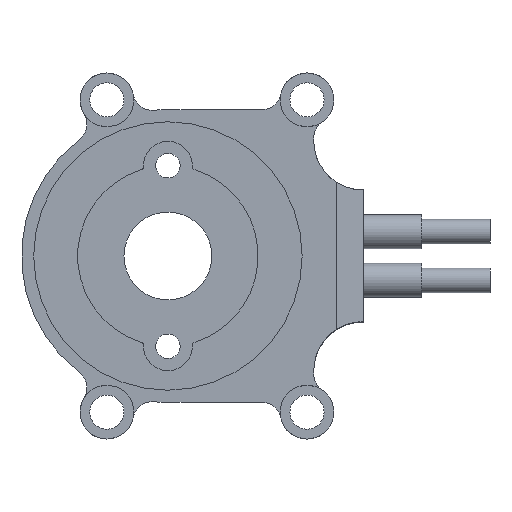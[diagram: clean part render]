
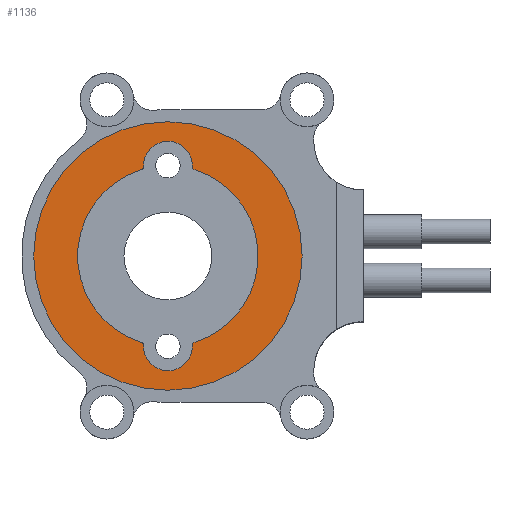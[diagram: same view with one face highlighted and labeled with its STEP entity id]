
A CAD part, front view. The second image highlights one B-rep face of the part: STEP entity #1136.
In plain terms, the highlighted planar face has unit normal (0, -1, 0).
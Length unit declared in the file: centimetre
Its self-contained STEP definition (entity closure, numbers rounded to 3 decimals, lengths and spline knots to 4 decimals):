
#167=CIRCLE('',#1255,2.75);
#168=CIRCLE('',#1256,0.05);
#169=CIRCLE('',#1257,0.5);
#170=CIRCLE('',#1258,0.05);
#171=CIRCLE('',#1259,1.85);
#172=CIRCLE('',#1260,0.05);
#173=CIRCLE('',#1261,0.5);
#174=CIRCLE('',#1262,0.05);
#175=CIRCLE('',#1263,1.85);
#406=VERTEX_POINT('',#1918);
#407=VERTEX_POINT('',#1920);
#408=VERTEX_POINT('',#1921);
#409=VERTEX_POINT('',#1923);
#410=VERTEX_POINT('',#1925);
#411=VERTEX_POINT('',#1927);
#412=VERTEX_POINT('',#1929);
#413=VERTEX_POINT('',#1931);
#414=VERTEX_POINT('',#1933);
#542=EDGE_CURVE('',#406,#406,#167,.T.);
#543=EDGE_CURVE('',#407,#408,#168,.T.);
#544=EDGE_CURVE('',#409,#407,#169,.T.);
#545=EDGE_CURVE('',#410,#409,#170,.T.);
#546=EDGE_CURVE('',#411,#410,#171,.T.);
#547=EDGE_CURVE('',#412,#411,#172,.T.);
#548=EDGE_CURVE('',#413,#412,#173,.T.);
#549=EDGE_CURVE('',#414,#413,#174,.T.);
#550=EDGE_CURVE('',#408,#414,#175,.T.);
#779=ORIENTED_EDGE('',*,*,#542,.F.);
#780=ORIENTED_EDGE('',*,*,#543,.F.);
#781=ORIENTED_EDGE('',*,*,#544,.F.);
#782=ORIENTED_EDGE('',*,*,#545,.F.);
#783=ORIENTED_EDGE('',*,*,#546,.F.);
#784=ORIENTED_EDGE('',*,*,#547,.F.);
#785=ORIENTED_EDGE('',*,*,#548,.F.);
#786=ORIENTED_EDGE('',*,*,#549,.F.);
#787=ORIENTED_EDGE('',*,*,#550,.F.);
#930=EDGE_LOOP('',(#779));
#931=EDGE_LOOP('',(#780,#781,#782,#783,#784,#785,#786,#787));
#1043=FACE_BOUND('',#930,.T.);
#1044=FACE_BOUND('',#931,.T.);
#1136=ADVANCED_FACE('',(#1043,#1044),#2050,.F.);
#1254=AXIS2_PLACEMENT_3D('',#1916,#1528,$);
#1255=AXIS2_PLACEMENT_3D('',#1917,#1529,#1530);
#1256=AXIS2_PLACEMENT_3D('',#1919,#1531,#1532);
#1257=AXIS2_PLACEMENT_3D('',#1922,#1533,#1534);
#1258=AXIS2_PLACEMENT_3D('',#1924,#1535,#1536);
#1259=AXIS2_PLACEMENT_3D('',#1926,#1537,#1538);
#1260=AXIS2_PLACEMENT_3D('',#1928,#1539,#1540);
#1261=AXIS2_PLACEMENT_3D('',#1930,#1541,#1542);
#1262=AXIS2_PLACEMENT_3D('',#1932,#1543,#1544);
#1263=AXIS2_PLACEMENT_3D('',#1934,#1545,#1546);
#1528=DIRECTION('',(0.,1.,0.));
#1529=DIRECTION('',(0.,1.,0.));
#1530=DIRECTION('',(2.75,0.,0.));
#1531=DIRECTION('',(0.,1.,0.));
#1532=DIRECTION('',(0.05,0.,0.));
#1533=DIRECTION('',(0.,-1.,0.));
#1534=DIRECTION('',(0.5,0.,0.));
#1535=DIRECTION('',(0.,1.,0.));
#1536=DIRECTION('',(0.05,0.,0.));
#1537=DIRECTION('',(0.,-1.,0.));
#1538=DIRECTION('',(1.85,0.,0.));
#1539=DIRECTION('',(0.,1.,0.));
#1540=DIRECTION('',(0.05,0.,0.));
#1541=DIRECTION('',(0.,-1.,0.));
#1542=DIRECTION('',(0.5,0.,0.));
#1543=DIRECTION('',(0.,1.,0.));
#1544=DIRECTION('',(0.05,0.,0.));
#1545=DIRECTION('',(0.,-1.,0.));
#1546=DIRECTION('',(1.85,0.,0.));
#1916=CARTESIAN_POINT('',(0.,0.7,0.));
#1917=CARTESIAN_POINT('',(0.,0.7,0.));
#1918=CARTESIAN_POINT('',(2.75,0.7,0.));
#1919=CARTESIAN_POINT('',(0.5491,0.7,-1.8189));
#1920=CARTESIAN_POINT('',(0.4992,0.7,-1.8217));
#1921=CARTESIAN_POINT('',(0.5347,0.7,-1.7711));
#1922=CARTESIAN_POINT('',(0.,0.7,-1.85));
#1923=CARTESIAN_POINT('',(-0.4992,0.7,-1.8217));
#1924=CARTESIAN_POINT('',(-0.5491,0.7,-1.8189));
#1925=CARTESIAN_POINT('',(-0.5347,0.7,-1.7711));
#1926=CARTESIAN_POINT('',(0.,0.7,0.));
#1927=CARTESIAN_POINT('',(-0.5347,0.7,1.7711));
#1928=CARTESIAN_POINT('',(-0.5491,0.7,1.8189));
#1929=CARTESIAN_POINT('',(-0.4992,0.7,1.8217));
#1930=CARTESIAN_POINT('',(0.,0.7,1.85));
#1931=CARTESIAN_POINT('',(0.4992,0.7,1.8217));
#1932=CARTESIAN_POINT('',(0.5491,0.7,1.8189));
#1933=CARTESIAN_POINT('',(0.5347,0.7,1.7711));
#1934=CARTESIAN_POINT('',(0.,0.7,0.));
#2050=PLANE('',#1254);
